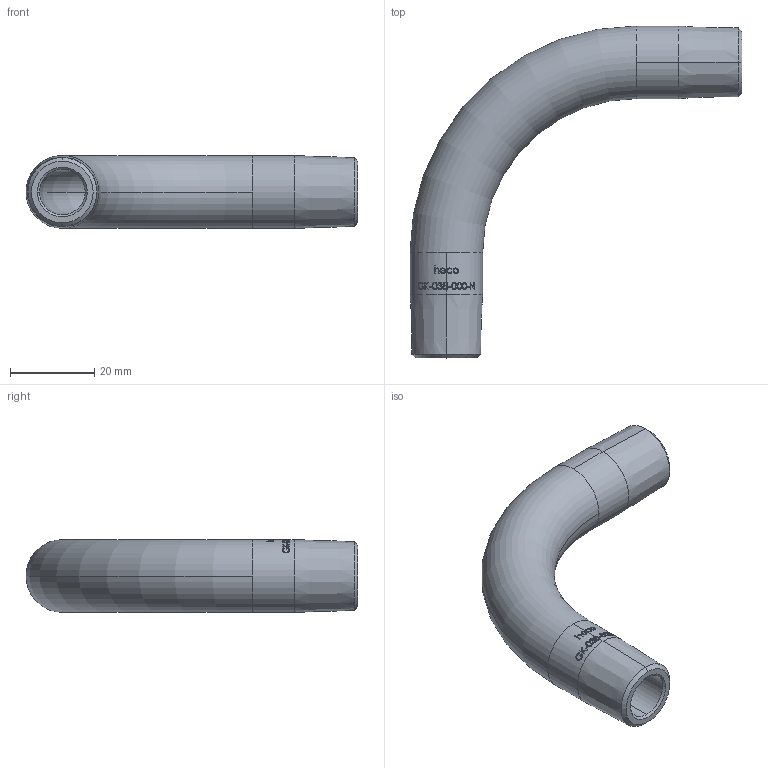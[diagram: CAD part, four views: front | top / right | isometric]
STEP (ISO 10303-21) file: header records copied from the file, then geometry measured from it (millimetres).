
FILE_DESCRIPTION (( 'STEP AP214' ), '1' );
FILE_NAME ('GK-038-000-N Gewindekrümmer.STEP', '2018-06-12T09:13:13', ( '' ), ( '' ), 'SwSTEP 2.0', 'SolidWorks 2016', '' );
FILE_SCHEMA (( 'AUTOMOTIVE_DESIGN' ));
Length unit declared in the file: millimetre
Products named in the file (1): GK-038-000-N Gewindekrümmer
Bounding box: 78.6 x 78.6 x 17.2 mm (x, y, z)
Volume: 16566.4 mm3; surface area: 10738.7 mm2
Topology: 1 solids, 1 shells, 217 faces, 572 edges, 378 vertices
Faces by surface type: bspline 121, plane 45, cylinder 35, cone 12, torus 4
Entity records: 21144 total; most frequent: CARTESIAN_POINT 14788, ORIENTED_EDGE 1144, EDGE_CURVE 572, DIRECTION 466, B_SPLINE_CURVE_WITH_KNOTS 388, VERTEX_POINT 378, EDGE_LOOP 240, FACE_OUTER_BOUND 217
